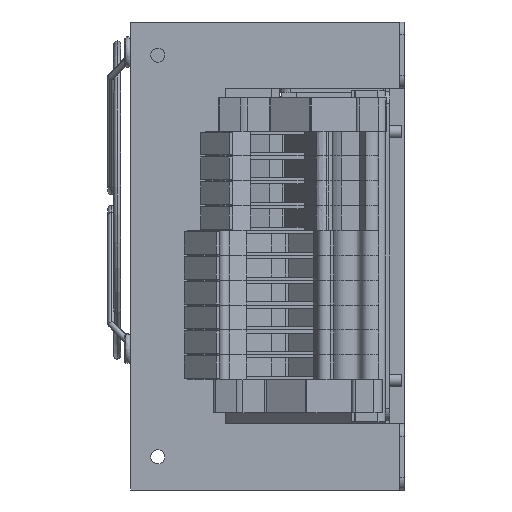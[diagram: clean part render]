
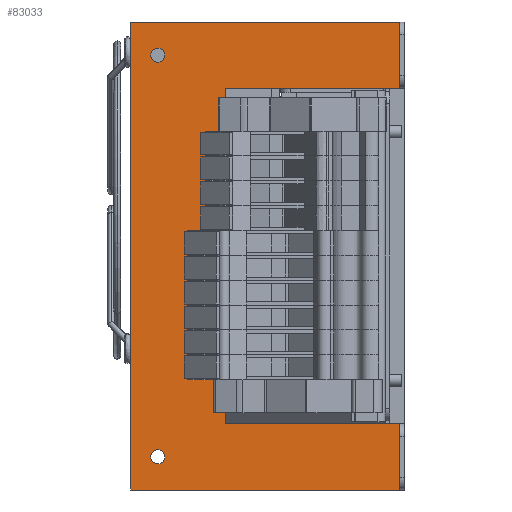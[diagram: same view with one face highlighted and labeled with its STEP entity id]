
A CAD part, left-side view. The second image highlights one B-rep face of the part: STEP entity #83033.
In plain terms, the highlighted planar face has unit normal (-1, 0, 0).
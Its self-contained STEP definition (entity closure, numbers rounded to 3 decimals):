
#3508 = ORIENTED_EDGE ( 'NONE', *, *, #157699, .T. ) ;
#3566 = VECTOR ( 'NONE', #95450, 1000. ) ;
#6103 = VERTEX_POINT ( 'NONE', #157925 ) ;
#8024 = CARTESIAN_POINT ( 'NONE',  ( 14., 60., 103.3 ) ) ;
#8566 = ORIENTED_EDGE ( 'NONE', *, *, #20440, .F. ) ;
#9266 = ORIENTED_EDGE ( 'NONE', *, *, #162303, .T. ) ;
#9648 = CARTESIAN_POINT ( 'NONE',  ( 14., 60., 105. ) ) ;
#9849 = CARTESIAN_POINT ( 'NONE',  ( 14., 60., 8. ) ) ;
#10152 = VERTEX_POINT ( 'NONE', #80099 ) ;
#11923 = ORIENTED_EDGE ( 'NONE', *, *, #48121, .F. ) ;
#11997 = EDGE_CURVE ( 'NONE', #15683, #72870, #94464, .T. ) ;
#14084 = DIRECTION ( 'NONE',  ( -1., 0., 0. ) ) ;
#14450 = CARTESIAN_POINT ( 'NONE',  ( 14., 60., 106.7 ) ) ;
#15408 = EDGE_CURVE ( 'NONE', #53234, #58670, #23495, .T. ) ;
#15683 = VERTEX_POINT ( 'NONE', #120272 ) ;
#16292 = CARTESIAN_POINT ( 'NONE',  ( 14., 43.5, 16. ) ) ;
#20440 = EDGE_CURVE ( 'NONE', #136684, #124291, #119746, .T. ) ;
#20579 = EDGE_CURVE ( 'NONE', #55038, #64281, #147336, .T. ) ;
#22407 = DIRECTION ( 'NONE',  ( -1., 0., 0. ) ) ;
#23238 = DIRECTION ( 'NONE',  ( -1., 0., 0. ) ) ;
#23495 = LINE ( 'NONE', #87025, #65843 ) ;
#25063 = ORIENTED_EDGE ( 'NONE', *, *, #52999, .F. ) ;
#26331 = AXIS2_PLACEMENT_3D ( 'NONE', #9648, #111612, #162555 ) ;
#28290 = CARTESIAN_POINT ( 'NONE',  ( 14., 60., 105. ) ) ;
#32037 = DIRECTION ( 'NONE',  ( 0., 1., 0. ) ) ;
#32999 = CARTESIAN_POINT ( 'NONE',  ( 14., 60., 9.7 ) ) ;
#34120 = CARTESIAN_POINT ( 'NONE',  ( 14., 60., 8. ) ) ;
#34381 = DIRECTION ( 'NONE',  ( 0., 0., -1. ) ) ;
#37971 = CARTESIAN_POINT ( 'NONE',  ( 14., 1.5, 16. ) ) ;
#38111 = CARTESIAN_POINT ( 'NONE',  ( 14., 5.5, 113. ) ) ;
#43472 = EDGE_CURVE ( 'NONE', #58670, #56713, #89183, .T. ) ;
#43788 = ORIENTED_EDGE ( 'NONE', *, *, #80918, .F. ) ;
#44809 = DIRECTION ( 'NONE',  ( 0., 0., -1. ) ) ;
#45713 = PLANE ( 'NONE',  #93344 ) ;
#48121 = EDGE_CURVE ( 'NONE', #72870, #15683, #141900, .T. ) ;
#48796 = CARTESIAN_POINT ( 'NONE',  ( 14., 66.5, 0. ) ) ;
#52999 = EDGE_CURVE ( 'NONE', #118368, #55038, #124293, .T. ) ;
#53234 = VERTEX_POINT ( 'NONE', #107410 ) ;
#55038 = VERTEX_POINT ( 'NONE', #117277 ) ;
#55702 = LINE ( 'NONE', #105837, #126690 ) ;
#56713 = VERTEX_POINT ( 'NONE', #115675 ) ;
#58670 = VERTEX_POINT ( 'NONE', #147139 ) ;
#62237 = LINE ( 'NONE', #153260, #109369 ) ;
#63299 = DIRECTION ( 'NONE',  ( 0., 1., 0. ) ) ;
#64281 = VERTEX_POINT ( 'NONE', #48796 ) ;
#64314 = ORIENTED_EDGE ( 'NONE', *, *, #151674, .F. ) ;
#65640 = DIRECTION ( 'NONE',  ( 0., -1., 0. ) ) ;
#65843 = VECTOR ( 'NONE', #34381, 1000. ) ;
#66511 = ORIENTED_EDGE ( 'NONE', *, *, #43472, .F. ) ;
#71531 = ORIENTED_EDGE ( 'NONE', *, *, #20579, .F. ) ;
#72870 = VERTEX_POINT ( 'NONE', #32999 ) ;
#74213 = DIRECTION ( 'NONE',  ( 0., 0., 1. ) ) ;
#79270 = DIRECTION ( 'NONE',  ( 0., 0., 1. ) ) ;
#79627 = LINE ( 'NONE', #145612, #3566 ) ;
#80099 = CARTESIAN_POINT ( 'NONE',  ( 14., 66.5, 113. ) ) ;
#80918 = EDGE_CURVE ( 'NONE', #56713, #6103, #55702, .T. ) ;
#82600 = VECTOR ( 'NONE', #65640, 1000. ) ;
#83033 = ADVANCED_FACE ( 'NONE', ( #121773, #109218, #160161 ), #45713, .T. ) ;
#84190 = DIRECTION ( 'NONE',  ( 0., 0., -1. ) ) ;
#86650 = EDGE_LOOP ( 'NONE', ( #64314, #8566 ) ) ;
#87025 = CARTESIAN_POINT ( 'NONE',  ( 14., 1.5, 113. ) ) ;
#87609 = ORIENTED_EDGE ( 'NONE', *, *, #97657, .F. ) ;
#87934 = EDGE_LOOP ( 'NONE', ( #66511, #135419, #3508, #9266, #71531, #25063, #87609, #43788 ) ) ;
#89078 = DIRECTION ( 'NONE',  ( -1., 0., 0. ) ) ;
#89183 = LINE ( 'NONE', #152691, #145001 ) ;
#93344 = AXIS2_PLACEMENT_3D ( 'NONE', #38111, #89078, #150985 ) ;
#94464 = CIRCLE ( 'NONE', #134447, 1.7 ) ;
#95450 = DIRECTION ( 'NONE',  ( 0., 0., -1. ) ) ;
#96362 = CARTESIAN_POINT ( 'NONE',  ( 14., 5.5, 0. ) ) ;
#97657 = EDGE_CURVE ( 'NONE', #6103, #118368, #129146, .T. ) ;
#100363 = CIRCLE ( 'NONE', #119189, 1.7 ) ;
#103081 = EDGE_LOOP ( 'NONE', ( #11923, #138782 ) ) ;
#105837 = CARTESIAN_POINT ( 'NONE',  ( 14., 43.5, 16. ) ) ;
#107410 = CARTESIAN_POINT ( 'NONE',  ( 14., 1.5, 113. ) ) ;
#109218 = FACE_BOUND ( 'NONE', #86650, .T. ) ;
#109369 = VECTOR ( 'NONE', #140708, 1000. ) ;
#110150 = DIRECTION ( 'NONE',  ( 0., 0., 1. ) ) ;
#111612 = DIRECTION ( 'NONE',  ( -1., 0., 0. ) ) ;
#115675 = CARTESIAN_POINT ( 'NONE',  ( 14., 43.5, 97. ) ) ;
#117277 = CARTESIAN_POINT ( 'NONE',  ( 14., 1.5, 0. ) ) ;
#118368 = VERTEX_POINT ( 'NONE', #37971 ) ;
#119189 = AXIS2_PLACEMENT_3D ( 'NONE', #28290, #14084, #79270 ) ;
#119746 = CIRCLE ( 'NONE', #26331, 1.7 ) ;
#120272 = CARTESIAN_POINT ( 'NONE',  ( 14., 60., 6.3 ) ) ;
#121773 = FACE_BOUND ( 'NONE', #103081, .T. ) ;
#124291 = VERTEX_POINT ( 'NONE', #14450 ) ;
#124293 = LINE ( 'NONE', #161031, #150662 ) ;
#126690 = VECTOR ( 'NONE', #44809, 1000. ) ;
#129146 = LINE ( 'NONE', #16292, #82600 ) ;
#134447 = AXIS2_PLACEMENT_3D ( 'NONE', #9849, #22407, #110150 ) ;
#135419 = ORIENTED_EDGE ( 'NONE', *, *, #15408, .F. ) ;
#136684 = VERTEX_POINT ( 'NONE', #8024 ) ;
#138782 = ORIENTED_EDGE ( 'NONE', *, *, #11997, .F. ) ;
#140708 = DIRECTION ( 'NONE',  ( 0., 1., 0. ) ) ;
#141900 = CIRCLE ( 'NONE', #160650, 1.7 ) ;
#145001 = VECTOR ( 'NONE', #63299, 1000. ) ;
#145612 = CARTESIAN_POINT ( 'NONE',  ( 14., 66.5, 113. ) ) ;
#147139 = CARTESIAN_POINT ( 'NONE',  ( 14., 1.5, 97. ) ) ;
#147336 = LINE ( 'NONE', #96362, #157056 ) ;
#150662 = VECTOR ( 'NONE', #84190, 1000. ) ;
#150985 = DIRECTION ( 'NONE',  ( 0., -1., 0. ) ) ;
#151674 = EDGE_CURVE ( 'NONE', #124291, #136684, #100363, .T. ) ;
#152691 = CARTESIAN_POINT ( 'NONE',  ( 14., 43.5, 97. ) ) ;
#153260 = CARTESIAN_POINT ( 'NONE',  ( 14., 5.5, 113. ) ) ;
#157056 = VECTOR ( 'NONE', #32037, 1000. ) ;
#157699 = EDGE_CURVE ( 'NONE', #53234, #10152, #62237, .T. ) ;
#157925 = CARTESIAN_POINT ( 'NONE',  ( 14., 43.5, 16. ) ) ;
#160161 = FACE_OUTER_BOUND ( 'NONE', #87934, .T. ) ;
#160650 = AXIS2_PLACEMENT_3D ( 'NONE', #34120, #23238, #74213 ) ;
#161031 = CARTESIAN_POINT ( 'NONE',  ( 14., 1.5, 16. ) ) ;
#162303 = EDGE_CURVE ( 'NONE', #10152, #64281, #79627, .T. ) ;
#162555 = DIRECTION ( 'NONE',  ( 0., 0., 1. ) ) ;
